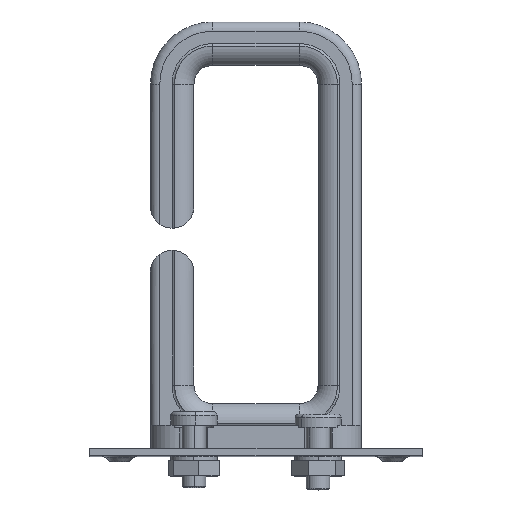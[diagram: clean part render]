
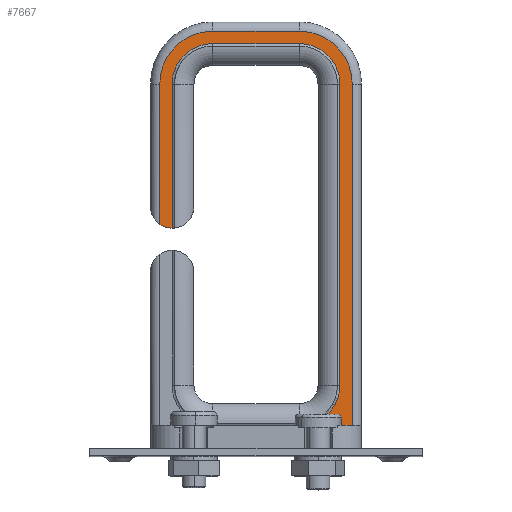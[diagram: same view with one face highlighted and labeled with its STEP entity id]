
A CAD part, top view. The second image highlights one B-rep face of the part: STEP entity #7667.
In plain terms, the highlighted planar face has unit normal (0, 0, 1).
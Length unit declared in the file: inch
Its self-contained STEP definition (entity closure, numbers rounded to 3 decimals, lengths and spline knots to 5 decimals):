
#78 = ORIENTED_EDGE ( 'NONE', *, *, #1169, .T. ) ;
#267 = ORIENTED_EDGE ( 'NONE', *, *, #7804, .F. ) ;
#355 = DIRECTION ( 'NONE',  ( 1., 0., 0. ) ) ;
#383 = VECTOR ( 'NONE', #2997, 39.37008 ) ;
#522 = EDGE_CURVE ( 'NONE', #10874, #7057, #8330, .T. ) ;
#652 = ORIENTED_EDGE ( 'NONE', *, *, #9311, .F. ) ;
#665 = VERTEX_POINT ( 'NONE', #11370 ) ;
#673 = DIRECTION ( 'NONE',  ( 1., 0., 0. ) ) ;
#858 = VECTOR ( 'NONE', #2179, 39.37008 ) ;
#1058 = AXIS2_PLACEMENT_3D ( 'NONE', #12523, #2761, #673 ) ;
#1070 = VERTEX_POINT ( 'NONE', #4161 ) ;
#1169 = EDGE_CURVE ( 'NONE', #8020, #12430, #8604, .T. ) ;
#1188 = CARTESIAN_POINT ( 'NONE',  ( 0.656, 0.5135, 0.078 ) ) ;
#1227 = ORIENTED_EDGE ( 'NONE', *, *, #4760, .F. ) ;
#1228 = CARTESIAN_POINT ( 'NONE',  ( 0.676, 0.4185, 0.078 ) ) ;
#1267 = CARTESIAN_POINT ( 'NONE',  ( 0.35, 3.1695, 0.078 ) ) ;
#1368 = LINE ( 'NONE', #6045, #6236 ) ;
#1448 = VECTOR ( 'NONE', #9010, 39.37008 ) ;
#1511 = CARTESIAN_POINT ( 'NONE',  ( 0.656, 0.12356, 0.078 ) ) ;
#1550 = EDGE_CURVE ( 'NONE', #1712, #665, #1938, .T. ) ;
#1623 = DIRECTION ( 'NONE',  ( 0., 0., 1. ) ) ;
#1641 = AXIS2_PLACEMENT_3D ( 'NONE', #11975, #1675, #5699 ) ;
#1675 = DIRECTION ( 'NONE',  ( 0., 0., 1. ) ) ;
#1712 = VERTEX_POINT ( 'NONE', #10099 ) ;
#1732 = CARTESIAN_POINT ( 'NONE',  ( -0.675, 1.8585, 0.078 ) ) ;
#1828 = CARTESIAN_POINT ( 'NONE',  ( 0.35, 0.4185, 0.078 ) ) ;
#1938 = LINE ( 'NONE', #3166, #11981 ) ;
#1963 = AXIS2_PLACEMENT_3D ( 'NONE', #1732, #8540, #2711 ) ;
#2109 = CARTESIAN_POINT ( 'NONE',  ( 0.35, 2.8435, 0.078 ) ) ;
#2179 = DIRECTION ( 'NONE',  ( 0., -1., 0. ) ) ;
#2259 = VERTEX_POINT ( 'NONE', #12397 ) ;
#2278 = ORIENTED_EDGE ( 'NONE', *, *, #6270, .T. ) ;
#2364 = CARTESIAN_POINT ( 'NONE',  ( 0.775, 0.0935, 0.078 ) ) ;
#2410 = CARTESIAN_POINT ( 'NONE',  ( 0.35, 2.8435, 0.078 ) ) ;
#2464 = EDGE_CURVE ( 'NONE', #9557, #1070, #2959, .T. ) ;
#2711 = DIRECTION ( 'NONE',  ( 1., 0., 0. ) ) ;
#2749 = DIRECTION ( 'NONE',  ( 1., 0., 0. ) ) ;
#2761 = DIRECTION ( 'NONE',  ( 0., 0., 1. ) ) ;
#2768 = DIRECTION ( 'NONE',  ( 0., -1., 0. ) ) ;
#2959 = LINE ( 'NONE', #3765, #383 ) ;
#2997 = DIRECTION ( 'NONE',  ( 0., 1., 0. ) ) ;
#3141 = CIRCLE ( 'NONE', #1058, 0.326 ) ;
#3166 = CARTESIAN_POINT ( 'NONE',  ( -0.35, 3.2685, 0.078 ) ) ;
#3198 = VERTEX_POINT ( 'NONE', #11442 ) ;
#3306 = ORIENTED_EDGE ( 'NONE', *, *, #8426, .F. ) ;
#3511 = EDGE_CURVE ( 'NONE', #1070, #665, #6847, .T. ) ;
#3531 = EDGE_CURVE ( 'NONE', #7057, #9557, #1368, .T. ) ;
#3567 = ORIENTED_EDGE ( 'NONE', *, *, #12070, .F. ) ;
#3614 = VERTEX_POINT ( 'NONE', #10930 ) ;
#3645 = CIRCLE ( 'NONE', #11658, 0.425 ) ;
#3765 = CARTESIAN_POINT ( 'NONE',  ( 0.775, 0.4185, 0.078 ) ) ;
#3924 = FACE_OUTER_BOUND ( 'NONE', #9831, .T. ) ;
#4161 = CARTESIAN_POINT ( 'NONE',  ( 0.775, 2.8435, 0.078 ) ) ;
#4619 = ORIENTED_EDGE ( 'NONE', *, *, #9794, .T. ) ;
#4760 = EDGE_CURVE ( 'NONE', #7496, #3614, #9421, .T. ) ;
#4889 = LINE ( 'NONE', #8598, #6871 ) ;
#4895 = DIRECTION ( 'NONE',  ( 1., 0., 0. ) ) ;
#4915 = DIRECTION ( 'NONE',  ( 0., 0., 1. ) ) ;
#4948 = AXIS2_PLACEMENT_3D ( 'NONE', #2109, #8985, #8860 ) ;
#4956 = LINE ( 'NONE', #1228, #1448 ) ;
#5029 = ORIENTED_EDGE ( 'NONE', *, *, #3511, .T. ) ;
#5065 = DIRECTION ( 'NONE',  ( 1., 0., 0. ) ) ;
#5123 = CARTESIAN_POINT ( 'NONE',  ( -0.85, 0.0935, 0.078 ) ) ;
#5134 = VERTEX_POINT ( 'NONE', #9625 ) ;
#5234 = EDGE_CURVE ( 'NONE', #5134, #2259, #11907, .T. ) ;
#5254 = EDGE_CURVE ( 'NONE', #12237, #12430, #6725, .T. ) ;
#5262 = ORIENTED_EDGE ( 'NONE', *, *, #1550, .F. ) ;
#5481 = DIRECTION ( 'NONE',  ( 0., 0., 1. ) ) ;
#5699 = DIRECTION ( 'NONE',  ( 1., 0., 0. ) ) ;
#5867 = CARTESIAN_POINT ( 'NONE',  ( -0.35, 3.1695, 0.078 ) ) ;
#6045 = CARTESIAN_POINT ( 'NONE',  ( 0.775, 0.0935, 0.078 ) ) ;
#6139 = CARTESIAN_POINT ( 'NONE',  ( -0.775, 1.71489, 0.078 ) ) ;
#6236 = VECTOR ( 'NONE', #5065, 39.37008 ) ;
#6270 = EDGE_CURVE ( 'NONE', #7496, #10874, #6844, .T. ) ;
#6725 = CIRCLE ( 'NONE', #7136, 0.326 ) ;
#6828 = VECTOR ( 'NONE', #9028, 39.37008 ) ;
#6840 = CARTESIAN_POINT ( 'NONE',  ( 0.676, 2.8435, 0.078 ) ) ;
#6844 = CIRCLE ( 'NONE', #11650, 0.425 ) ;
#6847 = CIRCLE ( 'NONE', #4948, 0.425 ) ;
#6871 = VECTOR ( 'NONE', #2768, 39.37008 ) ;
#7057 = VERTEX_POINT ( 'NONE', #8499 ) ;
#7136 = AXIS2_PLACEMENT_3D ( 'NONE', #2410, #1623, #355 ) ;
#7444 = VERTEX_POINT ( 'NONE', #6139 ) ;
#7496 = VERTEX_POINT ( 'NONE', #10200 ) ;
#7548 = ORIENTED_EDGE ( 'NONE', *, *, #522, .T. ) ;
#7563 = CIRCLE ( 'NONE', #1963, 0.175 ) ;
#7667 = ADVANCED_FACE ( 'NONE', ( #3924 ), #8525, .T. ) ;
#7804 = EDGE_CURVE ( 'NONE', #3614, #3198, #3141, .T. ) ;
#8020 = VERTEX_POINT ( 'NONE', #8588 ) ;
#8330 = LINE ( 'NONE', #1188, #858 ) ;
#8426 = EDGE_CURVE ( 'NONE', #3198, #12237, #4956, .T. ) ;
#8499 = CARTESIAN_POINT ( 'NONE',  ( 0.656, 0.0935, 0.078 ) ) ;
#8525 = PLANE ( 'NONE',  #1641 ) ;
#8540 = DIRECTION ( 'NONE',  ( 0., 0., -1. ) ) ;
#8588 = CARTESIAN_POINT ( 'NONE',  ( -0.35, 3.1695, 0.078 ) ) ;
#8598 = CARTESIAN_POINT ( 'NONE',  ( -0.775, 2.8435, 0.078 ) ) ;
#8604 = LINE ( 'NONE', #5867, #8914 ) ;
#8638 = VERTEX_POINT ( 'NONE', #10624 ) ;
#8860 = DIRECTION ( 'NONE',  ( 1., 0., 0. ) ) ;
#8888 = AXIS2_PLACEMENT_3D ( 'NONE', #10746, #4915, #11729 ) ;
#8914 = VECTOR ( 'NONE', #4895, 39.37008 ) ;
#8985 = DIRECTION ( 'NONE',  ( 0., 0., 1. ) ) ;
#9010 = DIRECTION ( 'NONE',  ( 0., 1., 0. ) ) ;
#9028 = DIRECTION ( 'NONE',  ( -1., 0., 0. ) ) ;
#9311 = EDGE_CURVE ( 'NONE', #8020, #5134, #9797, .T. ) ;
#9319 = VECTOR ( 'NONE', #9944, 39.37008 ) ;
#9421 = LINE ( 'NONE', #5123, #6828 ) ;
#9498 = ORIENTED_EDGE ( 'NONE', *, *, #3531, .T. ) ;
#9557 = VERTEX_POINT ( 'NONE', #2364 ) ;
#9571 = ORIENTED_EDGE ( 'NONE', *, *, #10274, .T. ) ;
#9625 = CARTESIAN_POINT ( 'NONE',  ( -0.676, 2.8435, 0.078 ) ) ;
#9794 = EDGE_CURVE ( 'NONE', #8638, #7444, #4889, .T. ) ;
#9797 = CIRCLE ( 'NONE', #8888, 0.326 ) ;
#9831 = EDGE_LOOP ( 'NONE', ( #3567, #10482, #652, #78, #12076, #3306, #267, #1227, #2278, #7548, #9498, #11356, #5029, #5262, #9571, #4619 ) ) ;
#9944 = DIRECTION ( 'NONE',  ( 0., -1., 0. ) ) ;
#10099 = CARTESIAN_POINT ( 'NONE',  ( -0.35, 3.2685, 0.078 ) ) ;
#10200 = CARTESIAN_POINT ( 'NONE',  ( 0.62386, 0.0935, 0.078 ) ) ;
#10274 = EDGE_CURVE ( 'NONE', #1712, #8638, #3645, .T. ) ;
#10482 = ORIENTED_EDGE ( 'NONE', *, *, #5234, .F. ) ;
#10624 = CARTESIAN_POINT ( 'NONE',  ( -0.775, 2.8435, 0.078 ) ) ;
#10667 = DIRECTION ( 'NONE',  ( 0., 0., 1. ) ) ;
#10746 = CARTESIAN_POINT ( 'NONE',  ( -0.35, 2.8435, 0.078 ) ) ;
#10874 = VERTEX_POINT ( 'NONE', #1511 ) ;
#10930 = CARTESIAN_POINT ( 'NONE',  ( 0.37551, 0.0935, 0.078 ) ) ;
#11312 = CARTESIAN_POINT ( 'NONE',  ( -0.35, 2.8435, 0.078 ) ) ;
#11356 = ORIENTED_EDGE ( 'NONE', *, *, #2464, .T. ) ;
#11370 = CARTESIAN_POINT ( 'NONE',  ( 0.35, 3.2685, 0.078 ) ) ;
#11442 = CARTESIAN_POINT ( 'NONE',  ( 0.676, 0.4185, 0.078 ) ) ;
#11650 = AXIS2_PLACEMENT_3D ( 'NONE', #1828, #10667, #11695 ) ;
#11658 = AXIS2_PLACEMENT_3D ( 'NONE', #11312, #5481, #12307 ) ;
#11695 = DIRECTION ( 'NONE',  ( 1., 0., 0. ) ) ;
#11729 = DIRECTION ( 'NONE',  ( 1., 0., 0. ) ) ;
#11907 = LINE ( 'NONE', #12325, #9319 ) ;
#11975 = CARTESIAN_POINT ( 'NONE',  ( -0.35, 3.1695, 0.078 ) ) ;
#11981 = VECTOR ( 'NONE', #2749, 39.37008 ) ;
#12070 = EDGE_CURVE ( 'NONE', #2259, #7444, #7563, .T. ) ;
#12076 = ORIENTED_EDGE ( 'NONE', *, *, #5254, .F. ) ;
#12237 = VERTEX_POINT ( 'NONE', #6840 ) ;
#12307 = DIRECTION ( 'NONE',  ( 1., 0., 0. ) ) ;
#12325 = CARTESIAN_POINT ( 'NONE',  ( -0.676, 2.8435, 0.078 ) ) ;
#12397 = CARTESIAN_POINT ( 'NONE',  ( -0.676, 1.6835, 0.078 ) ) ;
#12430 = VERTEX_POINT ( 'NONE', #1267 ) ;
#12523 = CARTESIAN_POINT ( 'NONE',  ( 0.35, 0.4185, 0.078 ) ) ;
